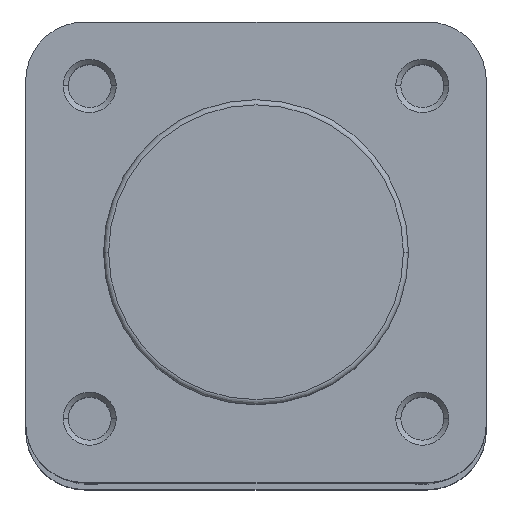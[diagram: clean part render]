
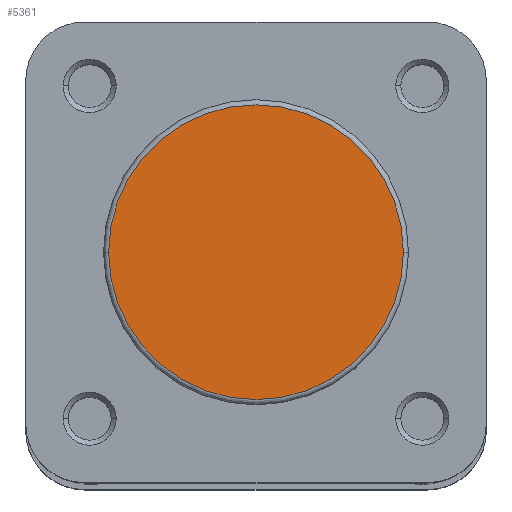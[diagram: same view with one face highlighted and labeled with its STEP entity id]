
A CAD part, top view. The second image highlights one B-rep face of the part: STEP entity #5361.
In plain terms, the highlighted planar face has unit normal (0, 0, 1).
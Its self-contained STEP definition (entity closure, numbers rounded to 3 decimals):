
#188 = CARTESIAN_POINT ( 'NONE',  ( 0., 0., 0. ) ) ;
#189 = DIRECTION ( 'NONE',  ( 0., 0., 1. ) ) ;
#190 = DIRECTION ( 'NONE',  ( -1., 0., 0. ) ) ;
#604 = CARTESIAN_POINT ( 'NONE',  ( 0., 0., 0. ) ) ;
#607 = DIRECTION ( 'NONE',  ( 0., 0., 1. ) ) ;
#608 = DIRECTION ( 'NONE',  ( -1., 0., 0. ) ) ;
#878 = CARTESIAN_POINT ( 'NONE',  ( -14.4, 0., 0. ) ) ;
#980 = CARTESIAN_POINT ( 'NONE',  ( 14.4, 0., 0. ) ) ;
#1124 = CARTESIAN_POINT ( 'NONE',  ( 0., 14.9, 0. ) ) ;
#1125 = PLANE ( 'NONE',  #2901 ) ;
#1128 = DIRECTION ( 'NONE',  ( 0., 0., -1. ) ) ;
#1129 = DIRECTION ( 'NONE',  ( -1., 0., 0. ) ) ;
#1854 = ORIENTED_EDGE ( 'NONE', *, *, #2453, .T. ) ;
#1855 = ORIENTED_EDGE ( 'NONE', *, *, #2616, .T. ) ;
#2453 = EDGE_CURVE ( 'NONE', #4765, #4599, #3298, .T. ) ;
#2616 = EDGE_CURVE ( 'NONE', #4599, #4765, #3535, .T. ) ;
#2742 = AXIS2_PLACEMENT_3D ( 'NONE', #188, #189, #190 ) ;
#2836 = AXIS2_PLACEMENT_3D ( 'NONE', #604, #607, #608 ) ;
#2901 = AXIS2_PLACEMENT_3D ( 'NONE', #1124, #1128, #1129 ) ;
#3298 = CIRCLE ( 'NONE', #2742, 14.4 ) ;
#3535 = CIRCLE ( 'NONE', #2836, 14.4 ) ;
#3671 = FACE_OUTER_BOUND ( 'NONE', #5756, .T. ) ;
#4599 = VERTEX_POINT ( 'NONE', #878 ) ;
#4765 = VERTEX_POINT ( 'NONE', #980 ) ;
#5361 = ADVANCED_FACE ( 'NONE', ( #3671 ), #1125, .F. ) ;
#5756 = EDGE_LOOP ( 'NONE', ( #1855, #1854 ) ) ;
